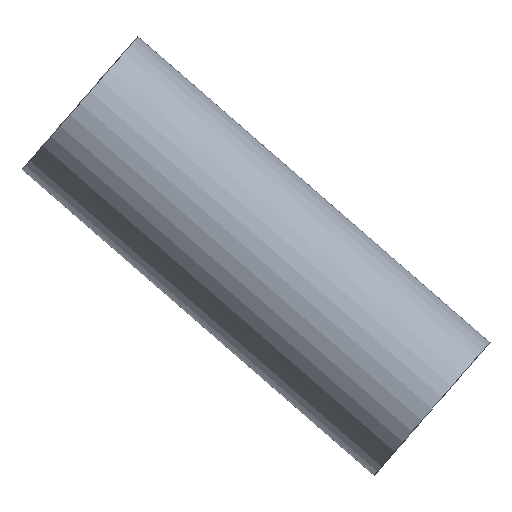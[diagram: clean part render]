
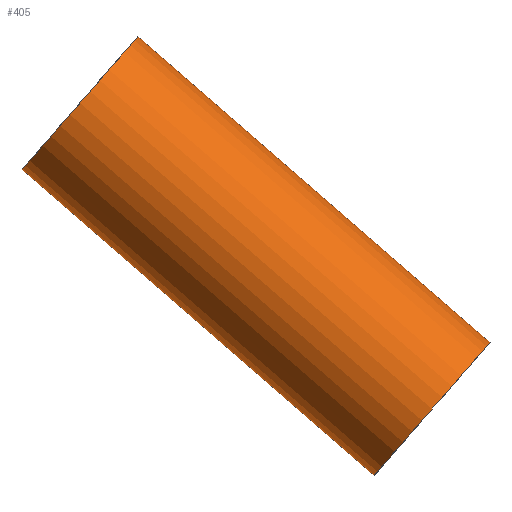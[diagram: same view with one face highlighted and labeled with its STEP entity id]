
A CAD part, front view. The second image highlights one B-rep face of the part: STEP entity #405.
In plain terms, the highlighted cylindrical face has radius 10.223 mm (diameter 20.447 mm), a full revolution.
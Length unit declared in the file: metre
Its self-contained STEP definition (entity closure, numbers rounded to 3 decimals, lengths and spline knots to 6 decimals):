
#63=ORIENTED_EDGE('',*,*,#135,.F.);
#64=ORIENTED_EDGE('',*,*,#136,.T.);
#135=EDGE_CURVE('',#171,#171,#207,.F.);
#136=EDGE_CURVE('',#172,#172,#208,.F.);
#171=VERTEX_POINT('',#759);
#172=VERTEX_POINT('',#761);
#207=CIRCLE('',#488,0.010224);
#208=CIRCLE('',#489,0.010224);
#243=EDGE_LOOP('',(#63));
#244=EDGE_LOOP('',(#64));
#315=FACE_BOUND('',#243,.T.);
#316=FACE_BOUND('',#244,.T.);
#387=CYLINDRICAL_SURFACE('',#487,0.010224);
#405=ADVANCED_FACE('',(#315,#316),#387,.T.);
#487=AXIS2_PLACEMENT_3D('',#757,#578,#579);
#488=AXIS2_PLACEMENT_3D('',#758,#580,#581);
#489=AXIS2_PLACEMENT_3D('',#760,#582,#583);
#578=DIRECTION('',(-0.755,0.,0.656));
#579=DIRECTION('',(0.656,0.,0.755));
#580=DIRECTION('',(-0.755,0.,0.656));
#581=DIRECTION('',(0.656,0.,0.755));
#582=DIRECTION('',(-0.755,0.,0.656));
#583=DIRECTION('',(0.656,0.,0.755));
#757=CARTESIAN_POINT('',(-0.189042,0.,0.160212));
#758=CARTESIAN_POINT('',(-0.153099,0.,0.128968));
#759=CARTESIAN_POINT('',(-0.146392,0.,0.136683));
#760=CARTESIAN_POINT('',(-0.193835,0.,0.164378));
#761=CARTESIAN_POINT('',(-0.187127,0.,0.172094));
